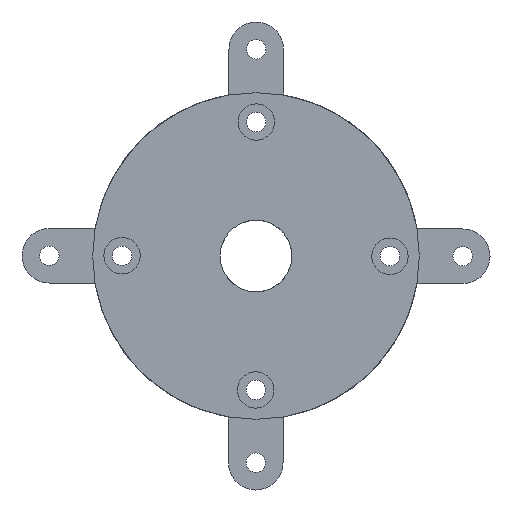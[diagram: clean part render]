
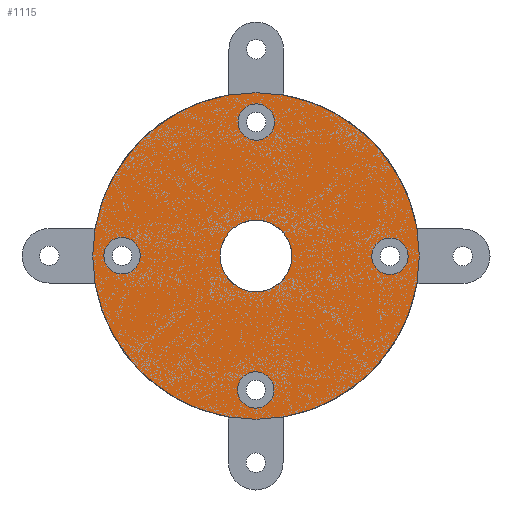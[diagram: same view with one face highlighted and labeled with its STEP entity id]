
A CAD part, front view. The second image highlights one B-rep face of the part: STEP entity #1115.
In plain terms, the highlighted planar face has unit normal (0, -1, 0).
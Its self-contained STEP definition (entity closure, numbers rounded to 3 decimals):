
#41=FACE_BOUND('',#191,.T.);
#42=FACE_BOUND('',#192,.T.);
#43=FACE_BOUND('',#193,.T.);
#44=FACE_BOUND('',#194,.T.);
#45=FACE_BOUND('',#195,.T.);
#78=PLANE('',#1229);
#117=FACE_OUTER_BOUND('',#190,.T.);
#190=EDGE_LOOP('',(#830));
#191=EDGE_LOOP('',(#831));
#192=EDGE_LOOP('',(#832));
#193=EDGE_LOOP('',(#833));
#194=EDGE_LOOP('',(#834));
#195=EDGE_LOOP('',(#835));
#417=CIRCLE('',#1190,5.);
#420=CIRCLE('',#1195,5.);
#423=CIRCLE('',#1200,5.);
#426=CIRCLE('',#1205,5.);
#437=CIRCLE('',#1222,44.875);
#438=CIRCLE('',#1228,9.85);
#491=VERTEX_POINT('',#1697);
#494=VERTEX_POINT('',#1706);
#497=VERTEX_POINT('',#1715);
#500=VERTEX_POINT('',#1724);
#518=VERTEX_POINT('',#1806);
#519=VERTEX_POINT('',#1818);
#595=EDGE_CURVE('',#491,#491,#417,.T.);
#599=EDGE_CURVE('',#494,#494,#420,.T.);
#603=EDGE_CURVE('',#497,#497,#423,.T.);
#607=EDGE_CURVE('',#500,#500,#426,.T.);
#630=EDGE_CURVE('',#518,#518,#437,.T.);
#636=EDGE_CURVE('',#519,#519,#438,.T.);
#830=ORIENTED_EDGE('',*,*,#630,.T.);
#831=ORIENTED_EDGE('',*,*,#595,.T.);
#832=ORIENTED_EDGE('',*,*,#599,.T.);
#833=ORIENTED_EDGE('',*,*,#603,.T.);
#834=ORIENTED_EDGE('',*,*,#607,.T.);
#835=ORIENTED_EDGE('',*,*,#636,.T.);
#1115=ADVANCED_FACE('',(#117,#41,#42,#43,#44,#45),#78,.F.);
#1190=AXIS2_PLACEMENT_3D('',#1698,#1337,#1338);
#1195=AXIS2_PLACEMENT_3D('',#1707,#1348,#1349);
#1200=AXIS2_PLACEMENT_3D('',#1716,#1359,#1360);
#1205=AXIS2_PLACEMENT_3D('',#1725,#1370,#1371);
#1222=AXIS2_PLACEMENT_3D('',#1807,#1413,#1414);
#1228=AXIS2_PLACEMENT_3D('',#1819,#1430,#1431);
#1229=AXIS2_PLACEMENT_3D('',#1821,#1433,#1434);
#1337=DIRECTION('center_axis',(0.,1.,0.));
#1338=DIRECTION('ref_axis',(1.,0.,0.));
#1348=DIRECTION('center_axis',(0.,1.,0.));
#1349=DIRECTION('ref_axis',(1.,0.,0.));
#1359=DIRECTION('center_axis',(0.,1.,0.));
#1360=DIRECTION('ref_axis',(1.,0.,0.));
#1370=DIRECTION('center_axis',(0.,1.,0.));
#1371=DIRECTION('ref_axis',(1.,0.,0.));
#1413=DIRECTION('center_axis',(0.,-1.,0.));
#1414=DIRECTION('ref_axis',(1.,0.,0.));
#1430=DIRECTION('center_axis',(0.,1.,0.));
#1431=DIRECTION('ref_axis',(1.,0.,0.));
#1433=DIRECTION('center_axis',(0.,1.,0.));
#1434=DIRECTION('ref_axis',(1.,0.,0.));
#1697=CARTESIAN_POINT('',(-41.801,-5.,0.067));
#1698=CARTESIAN_POINT('Origin',(-36.801,-5.,0.067));
#1706=CARTESIAN_POINT('',(31.801,-5.,-0.067));
#1707=CARTESIAN_POINT('Origin',(36.801,-5.,-0.067));
#1715=CARTESIAN_POINT('',(-5.067,-5.,-36.801));
#1716=CARTESIAN_POINT('Origin',(-0.067,-5.,-36.801));
#1724=CARTESIAN_POINT('',(-4.933,-5.,36.801));
#1725=CARTESIAN_POINT('Origin',(0.067,-5.,36.801));
#1806=CARTESIAN_POINT('',(-44.875,-5.,0.));
#1807=CARTESIAN_POINT('Origin',(0.,-5.,0.));
#1818=CARTESIAN_POINT('',(-9.85,-5.,0.));
#1819=CARTESIAN_POINT('Origin',(0.,-5.,0.));
#1821=CARTESIAN_POINT('Origin',(0.,-5.,0.));
